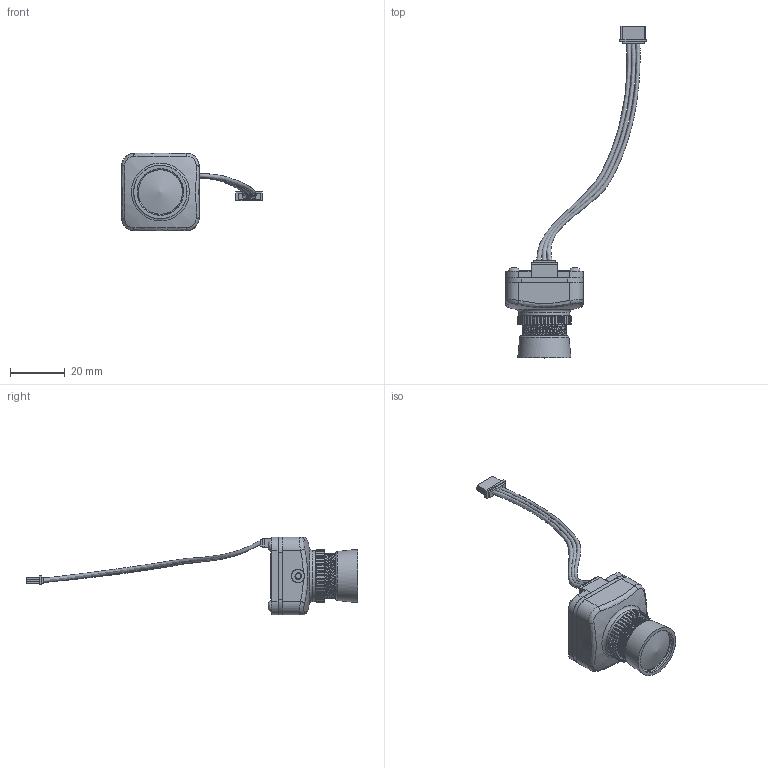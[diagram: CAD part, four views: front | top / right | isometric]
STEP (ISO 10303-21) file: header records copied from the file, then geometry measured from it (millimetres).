
FILE_DESCRIPTION(('FreeCAD Model'),'2;1');
FILE_NAME('Open CASCADE Shape Model','2025-05-03T21:08:39',('FreeCAD'),( 'FreeCAD'),'Open CASCADE STEP processor 7.6','FreeCAD','Unknown');
FILE_SCHEMA(('AUTOMOTIVE_DESIGN { 1 0 10303 214 1 1 1 1 }'));
Products named in the file (1): Open CASCADE STEP translator 7.6 1
Bounding box: 51.52 x 121.3 x 28.4 mm (x, y, z)
Volume: 13056.4 mm3; surface area: 14061.8 mm2
Topology: 129 solids, 129 shells, 2084 faces, 5154 edges, 3374 vertices
Faces by surface type: bspline 2084
Entity records: 91076 total; most frequent: CARTESIAN_POINT 60187, ORIENTED_EDGE 10308, EDGE_CURVE 5154, B_SPLINE_CURVE_WITH_KNOTS 4063, VERTEX_POINT 3374, FACE_BOUND 2154, EDGE_LOOP 2154, ADVANCED_FACE 2084
